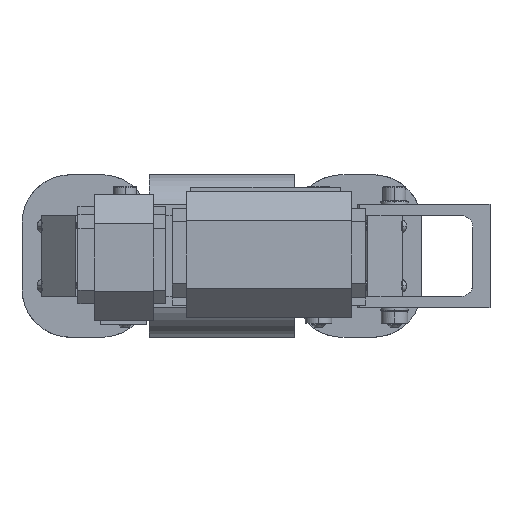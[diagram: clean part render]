
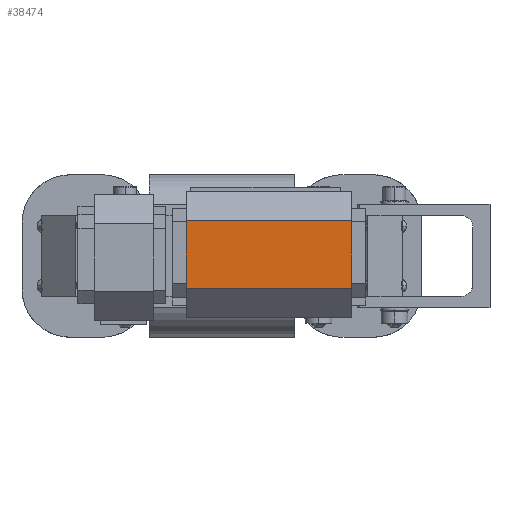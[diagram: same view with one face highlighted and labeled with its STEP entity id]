
A CAD part, front view. The second image highlights one B-rep face of the part: STEP entity #38474.
In plain terms, the highlighted planar face has unit normal (0, -1, 0).
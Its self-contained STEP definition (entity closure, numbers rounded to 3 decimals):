
#38438=AXIS2_PLACEMENT_3D('Plane Axis2P3D',#38435,#38436,#38437) ;
#38435=CARTESIAN_POINT('Axis2P3D Location',(20.5,-184.7,0.65)) ;
#38440=CARTESIAN_POINT('Line Origine',(-15.5,-184.7,0.65)) ;
#38444=CARTESIAN_POINT('Vertex',(-15.5,-184.7,-14.047)) ;
#38446=CARTESIAN_POINT('Vertex',(-15.5,-184.7,15.347)) ;
#38449=CARTESIAN_POINT('Line Origine',(20.5,-184.7,-14.047)) ;
#38453=CARTESIAN_POINT('Vertex',(56.5,-184.7,-14.047)) ;
#38456=CARTESIAN_POINT('Line Origine',(56.5,-184.7,0.65)) ;
#38460=CARTESIAN_POINT('Vertex',(56.5,-184.7,15.347)) ;
#38463=CARTESIAN_POINT('Line Origine',(20.5,-184.7,15.347)) ;
#38436=DIRECTION('Axis2P3D Direction',(0.,1.,-0.)) ;
#38437=DIRECTION('Axis2P3D XDirection',(-1.,0.,0.)) ;
#38441=DIRECTION('Vector Direction',(0.,0.,1.)) ;
#38450=DIRECTION('Vector Direction',(1.,0.,0.)) ;
#38457=DIRECTION('Vector Direction',(0.,0.,-1.)) ;
#38464=DIRECTION('Vector Direction',(1.,0.,0.)) ;
#38442=VECTOR('Line Direction',#38441,1.) ;
#38451=VECTOR('Line Direction',#38450,1.) ;
#38458=VECTOR('Line Direction',#38457,1.) ;
#38465=VECTOR('Line Direction',#38464,1.) ;
#38469=ORIENTED_EDGE('',*,*,#38448,.F.) ;
#38470=ORIENTED_EDGE('',*,*,#38455,.T.) ;
#38471=ORIENTED_EDGE('',*,*,#38462,.F.) ;
#38472=ORIENTED_EDGE('',*,*,#38467,.F.) ;
#38474=ADVANCED_FACE('ADVANCED_FACE #345239',(#38473),#38439,.F.) ;
#38448=EDGE_CURVE('',#38445,#38447,#38443,.T.) ;
#38455=EDGE_CURVE('',#38445,#38454,#38452,.T.) ;
#38462=EDGE_CURVE('',#38461,#38454,#38459,.T.) ;
#38467=EDGE_CURVE('',#38447,#38461,#38466,.T.) ;
#38468=EDGE_LOOP('',(#38469,#38470,#38471,#38472)) ;
#38473=FACE_OUTER_BOUND('',#38468,.T.) ;
#38443=LINE('Line',#38440,#38442) ;
#38452=LINE('Line',#38449,#38451) ;
#38459=LINE('Line',#38456,#38458) ;
#38466=LINE('Line',#38463,#38465) ;
#38439=PLANE('',#38438) ;
#38445=VERTEX_POINT('',#38444) ;
#38447=VERTEX_POINT('',#38446) ;
#38454=VERTEX_POINT('',#38453) ;
#38461=VERTEX_POINT('',#38460) ;
